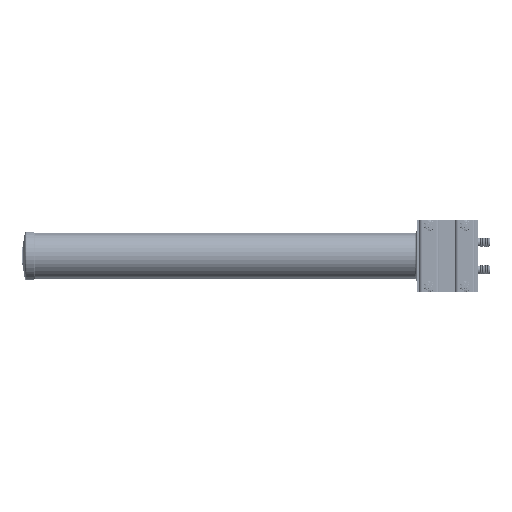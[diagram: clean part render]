
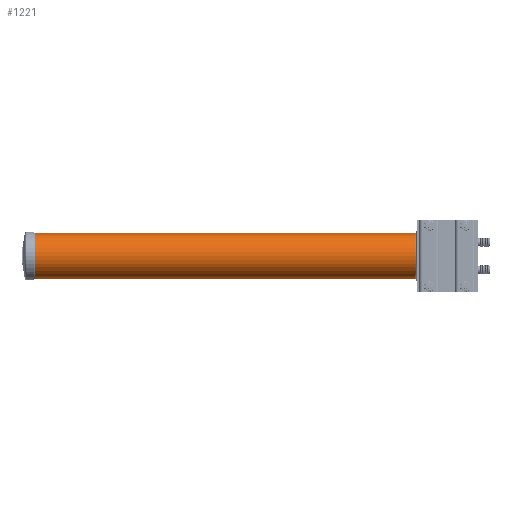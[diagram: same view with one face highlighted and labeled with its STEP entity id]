
A CAD part, front view. The second image highlights one B-rep face of the part: STEP entity #1221.
In plain terms, the highlighted cylindrical face has radius 37.465 mm (diameter 74.93 mm), a partial arc.
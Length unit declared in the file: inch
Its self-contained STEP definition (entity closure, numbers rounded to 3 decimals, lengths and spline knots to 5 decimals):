
#581 = CARTESIAN_POINT ( 'NONE',  ( -28.55088, 0., -1.475 ) ) ;
#1191 = LINE ( 'NONE', #19048, #26490 ) ;
#1221 = ADVANCED_FACE ( 'NONE', ( #16893 ), #34099, .T. ) ;
#2283 = AXIS2_PLACEMENT_3D ( 'NONE', #3488, #34437, #31912 ) ;
#2474 = DIRECTION ( 'NONE',  ( 1., 0., 0. ) ) ;
#3488 = CARTESIAN_POINT ( 'NONE',  ( -28.55088, 0., 0. ) ) ;
#5943 = AXIS2_PLACEMENT_3D ( 'NONE', #44715, #2474, #13282 ) ;
#6510 = CARTESIAN_POINT ( 'NONE',  ( -4.05894, 0., -1.475 ) ) ;
#7733 = EDGE_CURVE ( 'NONE', #35054, #39579, #22033, .T. ) ;
#7863 = EDGE_CURVE ( 'NONE', #35054, #14107, #1191, .T. ) ;
#10675 = LINE ( 'NONE', #38185, #45075 ) ;
#11323 = ORIENTED_EDGE ( 'NONE', *, *, #7863, .F. ) ;
#11717 = ORIENTED_EDGE ( 'NONE', *, *, #22100, .F. ) ;
#13282 = DIRECTION ( 'NONE',  ( 0., 0., -1. ) ) ;
#13467 = CARTESIAN_POINT ( 'NONE',  ( -4.05894, 0., 1.475 ) ) ;
#14107 = VERTEX_POINT ( 'NONE', #13467 ) ;
#14448 = VERTEX_POINT ( 'NONE', #6510 ) ;
#16893 = FACE_OUTER_BOUND ( 'NONE', #23993, .T. ) ;
#17321 = EDGE_CURVE ( 'NONE', #39579, #14448, #10675, .T. ) ;
#18868 = DIRECTION ( 'NONE',  ( 1., 0., 0. ) ) ;
#19048 = CARTESIAN_POINT ( 'NONE',  ( -29.375, 0., 1.475 ) ) ;
#19966 = ORIENTED_EDGE ( 'NONE', *, *, #17321, .T. ) ;
#22023 = DIRECTION ( 'NONE',  ( 1., 0., 0. ) ) ;
#22033 = CIRCLE ( 'NONE', #2283, 1.475 ) ;
#22100 = EDGE_CURVE ( 'NONE', #14107, #14448, #34341, .T. ) ;
#22987 = DIRECTION ( 'NONE',  ( 0., 0., -1. ) ) ;
#23993 = EDGE_LOOP ( 'NONE', ( #11323, #41087, #19966, #11717 ) ) ;
#24628 = DIRECTION ( 'NONE',  ( 1., 0., 0. ) ) ;
#25586 = AXIS2_PLACEMENT_3D ( 'NONE', #32631, #18868, #22987 ) ;
#26490 = VECTOR ( 'NONE', #22023, 39.37008 ) ;
#31912 = DIRECTION ( 'NONE',  ( 0., 0., -1. ) ) ;
#32631 = CARTESIAN_POINT ( 'NONE',  ( -4.05894, 0., 0. ) ) ;
#34099 = CYLINDRICAL_SURFACE ( 'NONE', #5943, 1.475 ) ;
#34341 = CIRCLE ( 'NONE', #25586, 1.475 ) ;
#34437 = DIRECTION ( 'NONE',  ( 1., 0., 0. ) ) ;
#35054 = VERTEX_POINT ( 'NONE', #35399 ) ;
#35399 = CARTESIAN_POINT ( 'NONE',  ( -28.55088, 0., 1.475 ) ) ;
#38185 = CARTESIAN_POINT ( 'NONE',  ( -29.375, 0., -1.475 ) ) ;
#39579 = VERTEX_POINT ( 'NONE', #581 ) ;
#41087 = ORIENTED_EDGE ( 'NONE', *, *, #7733, .T. ) ;
#44715 = CARTESIAN_POINT ( 'NONE',  ( -29.375, 0., 0. ) ) ;
#45075 = VECTOR ( 'NONE', #24628, 39.37008 ) ;
